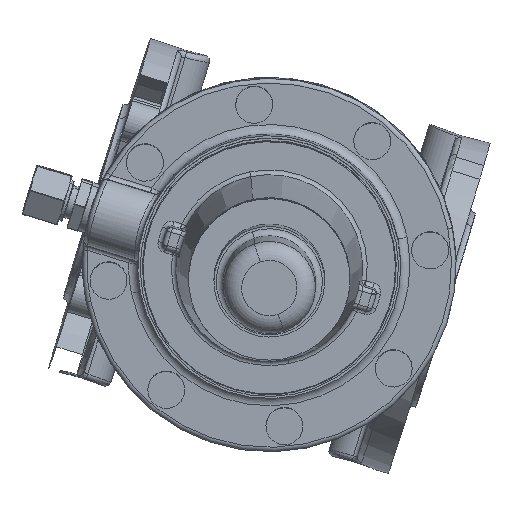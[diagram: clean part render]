
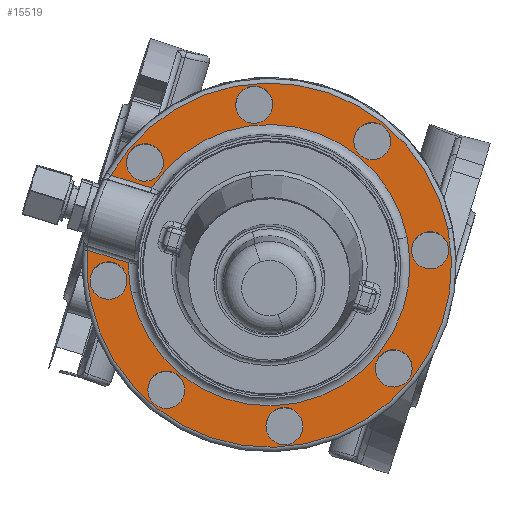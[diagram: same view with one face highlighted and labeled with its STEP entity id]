
A CAD part, top view. The second image highlights one B-rep face of the part: STEP entity #15519.
In plain terms, the highlighted face is planar.
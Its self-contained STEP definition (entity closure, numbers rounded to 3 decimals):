
#15334=VECTOR('Line Direction',#15333,1.) ;
#15362=VECTOR('Line Direction',#15361,1.) ;
#14494=DIRECTION('Axis2P3D Direction',(0.,0.,1.)) ;
#14511=DIRECTION('Axis2P3D Direction',(0.,-0.,1.)) ;
#14982=DIRECTION('Axis2P3D Direction',(0.,-0.,1.)) ;
#15328=DIRECTION('Axis2P3D Direction',(0.,0.,1.)) ;
#15329=DIRECTION('Axis2P3D XDirection',(0.,-1.,0.)) ;
#15333=DIRECTION('Vector Direction',(-1.,0.,0.)) ;
#15340=DIRECTION('Axis2P3D Direction',(0.,0.,1.)) ;
#15347=DIRECTION('Axis2P3D Direction',(0.,0.,1.)) ;
#15354=DIRECTION('Axis2P3D Direction',(0.,0.,1.)) ;
#15361=DIRECTION('Vector Direction',(-1.,0.,0.)) ;
#15376=DIRECTION('Axis2P3D Direction',(0.,0.,1.)) ;
#15385=DIRECTION('Axis2P3D Direction',(0.,0.,1.)) ;
#15394=DIRECTION('Axis2P3D Direction',(0.,0.,1.)) ;
#15403=DIRECTION('Axis2P3D Direction',(0.,0.,1.)) ;
#15412=DIRECTION('Axis2P3D Direction',(0.,0.,1.)) ;
#15421=DIRECTION('Axis2P3D Direction',(0.,0.,1.)) ;
#15430=DIRECTION('Axis2P3D Direction',(0.,0.,1.)) ;
#15439=DIRECTION('Axis2P3D Direction',(0.,0.,1.)) ;
#15448=DIRECTION('Axis2P3D Direction',(0.,0.,1.)) ;
#15457=DIRECTION('Axis2P3D Direction',(0.,0.,1.)) ;
#15466=DIRECTION('Axis2P3D Direction',(0.,0.,1.)) ;
#15475=DIRECTION('Axis2P3D Direction',(0.,0.,1.)) ;
#15484=DIRECTION('Axis2P3D Direction',(0.,0.,1.)) ;
#15493=DIRECTION('Axis2P3D Direction',(0.,0.,1.)) ;
#15502=DIRECTION('Axis2P3D Direction',(0.,0.,1.)) ;
#15511=DIRECTION('Axis2P3D Direction',(0.,0.,1.)) ;
#14483=CARTESIAN_POINT('Vertex',(-69.329,-37.875,138.)) ;
#14490=CARTESIAN_POINT('Vertex',(69.329,37.875,138.)) ;
#14493=CARTESIAN_POINT('Axis2P3D Location',(0.,0.,138.)) ;
#14510=CARTESIAN_POINT('Axis2P3D Location',(0.,0.,138.)) ;
#14514=CARTESIAN_POINT('Vertex',(-77.149,-17.,138.)) ;
#14955=CARTESIAN_POINT('Vertex',(-77.149,17.,138.)) ;
#14981=CARTESIAN_POINT('Axis2P3D Location',(0.,0.,138.)) ;
#15327=CARTESIAN_POINT('Axis2P3D Location',(-81.,0.,138.)) ;
#15332=CARTESIAN_POINT('Line Origine',(-67.866,17.,138.)) ;
#15336=CARTESIAN_POINT('Vertex',(-58.583,17.,138.)) ;
#15339=CARTESIAN_POINT('Axis2P3D Location',(0.,0.,138.)) ;
#15343=CARTESIAN_POINT('Vertex',(53.533,29.245,138.)) ;
#15346=CARTESIAN_POINT('Axis2P3D Location',(0.,0.,138.)) ;
#15350=CARTESIAN_POINT('Vertex',(-53.533,-29.245,138.)) ;
#15353=CARTESIAN_POINT('Axis2P3D Location',(0.,0.,138.)) ;
#15357=CARTESIAN_POINT('Vertex',(-58.583,-17.,138.)) ;
#15360=CARTESIAN_POINT('Line Origine',(-67.866,-17.,138.)) ;
#15375=CARTESIAN_POINT('Axis2P3D Location',(-64.672,26.788,138.)) ;
#15379=CARTESIAN_POINT('Vertex',(-56.672,26.788,138.)) ;
#15381=CARTESIAN_POINT('Vertex',(-72.672,26.788,138.)) ;
#15384=CARTESIAN_POINT('Axis2P3D Location',(-64.672,26.788,138.)) ;
#15393=CARTESIAN_POINT('Axis2P3D Location',(-64.672,-26.788,138.)) ;
#15397=CARTESIAN_POINT('Vertex',(-70.328,-32.445,138.)) ;
#15399=CARTESIAN_POINT('Vertex',(-59.015,-21.131,138.)) ;
#15402=CARTESIAN_POINT('Axis2P3D Location',(-64.672,-26.788,138.)) ;
#15411=CARTESIAN_POINT('Axis2P3D Location',(-26.788,-64.672,138.)) ;
#15415=CARTESIAN_POINT('Vertex',(-26.788,-72.672,138.)) ;
#15417=CARTESIAN_POINT('Vertex',(-26.788,-56.672,138.)) ;
#15420=CARTESIAN_POINT('Axis2P3D Location',(-26.788,-64.672,138.)) ;
#15429=CARTESIAN_POINT('Axis2P3D Location',(26.788,-64.672,138.)) ;
#15433=CARTESIAN_POINT('Vertex',(32.445,-70.328,138.)) ;
#15435=CARTESIAN_POINT('Vertex',(21.131,-59.015,138.)) ;
#15438=CARTESIAN_POINT('Axis2P3D Location',(26.788,-64.672,138.)) ;
#15447=CARTESIAN_POINT('Axis2P3D Location',(64.672,-26.788,138.)) ;
#15451=CARTESIAN_POINT('Vertex',(72.672,-26.788,138.)) ;
#15453=CARTESIAN_POINT('Vertex',(56.672,-26.788,138.)) ;
#15456=CARTESIAN_POINT('Axis2P3D Location',(64.672,-26.788,138.)) ;
#15465=CARTESIAN_POINT('Axis2P3D Location',(64.672,26.788,138.)) ;
#15469=CARTESIAN_POINT('Vertex',(70.328,32.445,138.)) ;
#15471=CARTESIAN_POINT('Vertex',(59.015,21.131,138.)) ;
#15474=CARTESIAN_POINT('Axis2P3D Location',(64.672,26.788,138.)) ;
#15483=CARTESIAN_POINT('Axis2P3D Location',(26.788,64.672,138.)) ;
#15487=CARTESIAN_POINT('Vertex',(26.788,72.672,138.)) ;
#15489=CARTESIAN_POINT('Vertex',(26.788,56.672,138.)) ;
#15492=CARTESIAN_POINT('Axis2P3D Location',(26.788,64.672,138.)) ;
#15501=CARTESIAN_POINT('Axis2P3D Location',(-26.788,64.672,138.)) ;
#15505=CARTESIAN_POINT('Vertex',(-32.445,70.328,138.)) ;
#15507=CARTESIAN_POINT('Vertex',(-21.131,59.015,138.)) ;
#15510=CARTESIAN_POINT('Axis2P3D Location',(-26.788,64.672,138.)) ;
#14495=AXIS2_PLACEMENT_3D('Circle Axis2P3D',#14493,#14494,$) ;
#14512=AXIS2_PLACEMENT_3D('Circle Axis2P3D',#14510,#14511,$) ;
#14983=AXIS2_PLACEMENT_3D('Circle Axis2P3D',#14981,#14982,$) ;
#15330=AXIS2_PLACEMENT_3D('Plane Axis2P3D',#15327,#15328,#15329) ;
#15341=AXIS2_PLACEMENT_3D('Circle Axis2P3D',#15339,#15340,$) ;
#15348=AXIS2_PLACEMENT_3D('Circle Axis2P3D',#15346,#15347,$) ;
#15355=AXIS2_PLACEMENT_3D('Circle Axis2P3D',#15353,#15354,$) ;
#15377=AXIS2_PLACEMENT_3D('Circle Axis2P3D',#15375,#15376,$) ;
#15386=AXIS2_PLACEMENT_3D('Circle Axis2P3D',#15384,#15385,$) ;
#15395=AXIS2_PLACEMENT_3D('Circle Axis2P3D',#15393,#15394,$) ;
#15404=AXIS2_PLACEMENT_3D('Circle Axis2P3D',#15402,#15403,$) ;
#15413=AXIS2_PLACEMENT_3D('Circle Axis2P3D',#15411,#15412,$) ;
#15422=AXIS2_PLACEMENT_3D('Circle Axis2P3D',#15420,#15421,$) ;
#15431=AXIS2_PLACEMENT_3D('Circle Axis2P3D',#15429,#15430,$) ;
#15440=AXIS2_PLACEMENT_3D('Circle Axis2P3D',#15438,#15439,$) ;
#15449=AXIS2_PLACEMENT_3D('Circle Axis2P3D',#15447,#15448,$) ;
#15458=AXIS2_PLACEMENT_3D('Circle Axis2P3D',#15456,#15457,$) ;
#15467=AXIS2_PLACEMENT_3D('Circle Axis2P3D',#15465,#15466,$) ;
#15476=AXIS2_PLACEMENT_3D('Circle Axis2P3D',#15474,#15475,$) ;
#15485=AXIS2_PLACEMENT_3D('Circle Axis2P3D',#15483,#15484,$) ;
#15494=AXIS2_PLACEMENT_3D('Circle Axis2P3D',#15492,#15493,$) ;
#15503=AXIS2_PLACEMENT_3D('Circle Axis2P3D',#15501,#15502,$) ;
#15512=AXIS2_PLACEMENT_3D('Circle Axis2P3D',#15510,#15511,$) ;
#15392=FACE_BOUND('',#15389,.T.) ;
#15410=FACE_BOUND('',#15407,.T.) ;
#15428=FACE_BOUND('',#15425,.T.) ;
#15446=FACE_BOUND('',#15443,.T.) ;
#15464=FACE_BOUND('',#15461,.T.) ;
#15482=FACE_BOUND('',#15479,.T.) ;
#15500=FACE_BOUND('',#15497,.T.) ;
#15518=FACE_BOUND('',#15515,.T.) ;
#14497=EDGE_CURVE('',#14484,#14491,#14496,.T.) ;
#14516=EDGE_CURVE('',#14515,#14484,#14513,.T.) ;
#14985=EDGE_CURVE('',#14491,#14956,#14984,.T.) ;
#15338=EDGE_CURVE('',#14956,#15337,#15335,.F.) ;
#15345=EDGE_CURVE('',#15344,#15337,#15342,.T.) ;
#15352=EDGE_CURVE('',#15351,#15344,#15349,.T.) ;
#15359=EDGE_CURVE('',#15358,#15351,#15356,.T.) ;
#15364=EDGE_CURVE('',#15358,#14515,#15363,.T.) ;
#15383=EDGE_CURVE('',#15380,#15382,#15378,.T.) ;
#15388=EDGE_CURVE('',#15382,#15380,#15387,.T.) ;
#15401=EDGE_CURVE('',#15398,#15400,#15396,.T.) ;
#15406=EDGE_CURVE('',#15400,#15398,#15405,.T.) ;
#15419=EDGE_CURVE('',#15416,#15418,#15414,.T.) ;
#15424=EDGE_CURVE('',#15418,#15416,#15423,.T.) ;
#15437=EDGE_CURVE('',#15434,#15436,#15432,.T.) ;
#15442=EDGE_CURVE('',#15436,#15434,#15441,.T.) ;
#15455=EDGE_CURVE('',#15452,#15454,#15450,.T.) ;
#15460=EDGE_CURVE('',#15454,#15452,#15459,.T.) ;
#15473=EDGE_CURVE('',#15470,#15472,#15468,.T.) ;
#15478=EDGE_CURVE('',#15472,#15470,#15477,.T.) ;
#15491=EDGE_CURVE('',#15488,#15490,#15486,.T.) ;
#15496=EDGE_CURVE('',#15490,#15488,#15495,.T.) ;
#15509=EDGE_CURVE('',#15506,#15508,#15504,.T.) ;
#15514=EDGE_CURVE('',#15508,#15506,#15513,.T.) ;
#15331=PLANE('Plane',#15330) ;
#15366=ORIENTED_EDGE('',*,*,#15338,.T.) ;
#15367=ORIENTED_EDGE('',*,*,#15345,.F.) ;
#15368=ORIENTED_EDGE('',*,*,#15352,.F.) ;
#15369=ORIENTED_EDGE('',*,*,#15359,.F.) ;
#15370=ORIENTED_EDGE('',*,*,#15364,.T.) ;
#15371=ORIENTED_EDGE('',*,*,#14516,.T.) ;
#15372=ORIENTED_EDGE('',*,*,#14497,.T.) ;
#15373=ORIENTED_EDGE('',*,*,#14985,.T.) ;
#15390=ORIENTED_EDGE('',*,*,#15383,.F.) ;
#15391=ORIENTED_EDGE('',*,*,#15388,.F.) ;
#15408=ORIENTED_EDGE('',*,*,#15401,.F.) ;
#15409=ORIENTED_EDGE('',*,*,#15406,.F.) ;
#15426=ORIENTED_EDGE('',*,*,#15419,.F.) ;
#15427=ORIENTED_EDGE('',*,*,#15424,.F.) ;
#15444=ORIENTED_EDGE('',*,*,#15437,.F.) ;
#15445=ORIENTED_EDGE('',*,*,#15442,.F.) ;
#15462=ORIENTED_EDGE('',*,*,#15455,.F.) ;
#15463=ORIENTED_EDGE('',*,*,#15460,.F.) ;
#15480=ORIENTED_EDGE('',*,*,#15473,.F.) ;
#15481=ORIENTED_EDGE('',*,*,#15478,.F.) ;
#15498=ORIENTED_EDGE('',*,*,#15491,.F.) ;
#15499=ORIENTED_EDGE('',*,*,#15496,.F.) ;
#15516=ORIENTED_EDGE('',*,*,#15509,.F.) ;
#15517=ORIENTED_EDGE('',*,*,#15514,.F.) ;
#15335=LINE('Line',#15332,#15334) ;
#15363=LINE('Line',#15360,#15362) ;
#15519=ADVANCED_FACE('Brep With Voids',(#15374,#15392,#15410,#15428,#15446,#15464,#15482,#15500,#15518),#15331,.T.) ;
#14496=CIRCLE('generated circle',#14495,79.) ;
#14513=CIRCLE('generated circle',#14512,79.) ;
#14984=CIRCLE('generated circle',#14983,79.) ;
#15342=CIRCLE('generated circle',#15341,61.) ;
#15349=CIRCLE('generated circle',#15348,61.) ;
#15356=CIRCLE('generated circle',#15355,61.) ;
#15378=CIRCLE('generated circle',#15377,8.) ;
#15387=CIRCLE('generated circle',#15386,8.) ;
#15396=CIRCLE('generated circle',#15395,8.) ;
#15405=CIRCLE('generated circle',#15404,8.) ;
#15414=CIRCLE('generated circle',#15413,8.) ;
#15423=CIRCLE('generated circle',#15422,8.) ;
#15432=CIRCLE('generated circle',#15431,8.) ;
#15441=CIRCLE('generated circle',#15440,8.) ;
#15450=CIRCLE('generated circle',#15449,8.) ;
#15459=CIRCLE('generated circle',#15458,8.) ;
#15468=CIRCLE('generated circle',#15467,8.) ;
#15477=CIRCLE('generated circle',#15476,8.) ;
#15486=CIRCLE('generated circle',#15485,8.) ;
#15495=CIRCLE('generated circle',#15494,8.) ;
#15504=CIRCLE('generated circle',#15503,8.) ;
#15513=CIRCLE('generated circle',#15512,8.) ;
#14484=VERTEX_POINT('',#14483) ;
#14491=VERTEX_POINT('',#14490) ;
#14515=VERTEX_POINT('',#14514) ;
#14956=VERTEX_POINT('',#14955) ;
#15337=VERTEX_POINT('',#15336) ;
#15344=VERTEX_POINT('',#15343) ;
#15351=VERTEX_POINT('',#15350) ;
#15358=VERTEX_POINT('',#15357) ;
#15380=VERTEX_POINT('',#15379) ;
#15382=VERTEX_POINT('',#15381) ;
#15398=VERTEX_POINT('',#15397) ;
#15400=VERTEX_POINT('',#15399) ;
#15416=VERTEX_POINT('',#15415) ;
#15418=VERTEX_POINT('',#15417) ;
#15434=VERTEX_POINT('',#15433) ;
#15436=VERTEX_POINT('',#15435) ;
#15452=VERTEX_POINT('',#15451) ;
#15454=VERTEX_POINT('',#15453) ;
#15470=VERTEX_POINT('',#15469) ;
#15472=VERTEX_POINT('',#15471) ;
#15488=VERTEX_POINT('',#15487) ;
#15490=VERTEX_POINT('',#15489) ;
#15506=VERTEX_POINT('',#15505) ;
#15508=VERTEX_POINT('',#15507) ;
#15365=EDGE_LOOP('',(#15366,#15367,#15368,#15369,#15370,#15371,#15372,#15373)) ;
#15389=EDGE_LOOP('',(#15390,#15391)) ;
#15407=EDGE_LOOP('',(#15408,#15409)) ;
#15425=EDGE_LOOP('',(#15426,#15427)) ;
#15443=EDGE_LOOP('',(#15444,#15445)) ;
#15461=EDGE_LOOP('',(#15462,#15463)) ;
#15479=EDGE_LOOP('',(#15480,#15481)) ;
#15497=EDGE_LOOP('',(#15498,#15499)) ;
#15515=EDGE_LOOP('',(#15516,#15517)) ;
#15374=FACE_OUTER_BOUND('',#15365,.T.) ;
